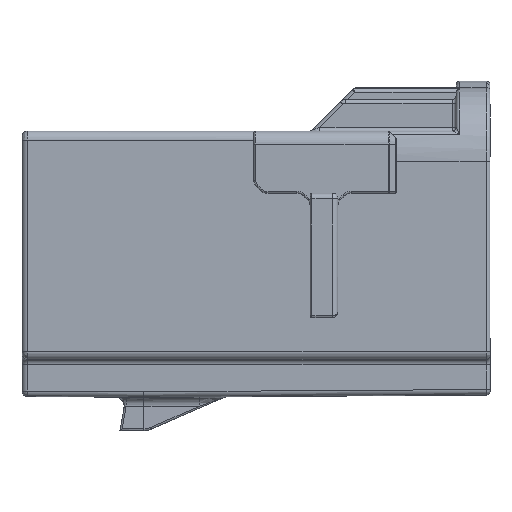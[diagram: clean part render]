
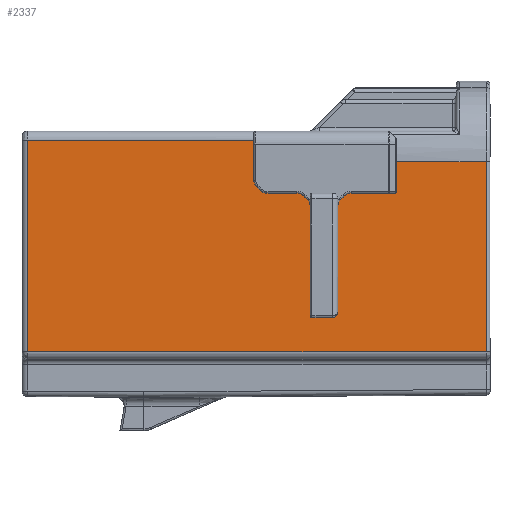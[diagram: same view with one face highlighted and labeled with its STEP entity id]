
A CAD part, left-side view. The second image highlights one B-rep face of the part: STEP entity #2337.
In plain terms, the highlighted planar face has unit normal (-1, 0, 0).
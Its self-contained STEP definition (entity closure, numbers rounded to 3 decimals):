
#532=PLANE('',#9820);
#771=LINE('',#13832,#1556);
#786=LINE('',#13893,#1571);
#798=LINE('',#13918,#1583);
#799=LINE('',#13921,#1584);
#800=LINE('',#13923,#1585);
#801=LINE('',#13925,#1586);
#802=LINE('',#13929,#1587);
#803=LINE('',#13933,#1588);
#804=LINE('',#13937,#1589);
#805=LINE('',#13942,#1590);
#806=LINE('',#13946,#1591);
#807=LINE('',#13950,#1592);
#808=LINE('',#13954,#1593);
#809=LINE('',#13957,#1594);
#810=LINE('',#13959,#1595);
#1556=VECTOR('',#10880,1.);
#1571=VECTOR('',#10937,1.);
#1583=VECTOR('',#10963,1.);
#1584=VECTOR('',#10964,1.);
#1585=VECTOR('',#10965,1.);
#1586=VECTOR('',#10966,1.);
#1587=VECTOR('',#10969,1.);
#1588=VECTOR('',#10972,1.);
#1589=VECTOR('',#10975,1.);
#1590=VECTOR('',#10980,1.);
#1591=VECTOR('',#10983,1.);
#1592=VECTOR('',#10986,1.);
#1593=VECTOR('',#10989,1.);
#1594=VECTOR('',#10992,1.);
#1595=VECTOR('',#10993,1.);
#2337=ADVANCED_FACE('',(#2935),#532,.T.);
#2935=FACE_OUTER_BOUND('',#3509,.T.);
#3509=EDGE_LOOP('',(#4309,#4310,#4311,#4312,#4313,#4314,#4315,#4316,#4317,
#4318,#4319,#4320,#4321,#4322,#4323,#4324,#4325,#4326,#4327,#4328,#4329,
#4330,#4331,#4332));
#4309=ORIENTED_EDGE('',*,*,#8009,.T.);
#4310=ORIENTED_EDGE('',*,*,#8010,.T.);
#4311=ORIENTED_EDGE('',*,*,#8011,.T.);
#4312=ORIENTED_EDGE('',*,*,#8012,.F.);
#4313=ORIENTED_EDGE('',*,*,#8013,.T.);
#4314=ORIENTED_EDGE('',*,*,#8014,.F.);
#4315=ORIENTED_EDGE('',*,*,#8015,.T.);
#4316=ORIENTED_EDGE('',*,*,#8016,.T.);
#4317=ORIENTED_EDGE('',*,*,#8017,.T.);
#4318=ORIENTED_EDGE('',*,*,#8018,.F.);
#4319=ORIENTED_EDGE('',*,*,#8019,.T.);
#4320=ORIENTED_EDGE('',*,*,#7967,.T.);
#4321=ORIENTED_EDGE('',*,*,#8020,.T.);
#4322=ORIENTED_EDGE('',*,*,#8021,.F.);
#4323=ORIENTED_EDGE('',*,*,#8022,.F.);
#4324=ORIENTED_EDGE('',*,*,#8023,.F.);
#4325=ORIENTED_EDGE('',*,*,#8024,.F.);
#4326=ORIENTED_EDGE('',*,*,#8025,.F.);
#4327=ORIENTED_EDGE('',*,*,#8026,.T.);
#4328=ORIENTED_EDGE('',*,*,#8027,.T.);
#4329=ORIENTED_EDGE('',*,*,#8028,.T.);
#4330=ORIENTED_EDGE('',*,*,#7995,.T.);
#4331=ORIENTED_EDGE('',*,*,#8029,.T.);
#4332=ORIENTED_EDGE('',*,*,#8030,.T.);
#7098=VERTEX_POINT('',#13833);
#7099=VERTEX_POINT('',#13834);
#7119=VERTEX_POINT('',#13894);
#7120=VERTEX_POINT('',#13895);
#7125=VERTEX_POINT('',#13919);
#7126=VERTEX_POINT('',#13920);
#7127=VERTEX_POINT('',#13922);
#7128=VERTEX_POINT('',#13924);
#7129=VERTEX_POINT('',#13926);
#7130=VERTEX_POINT('',#13928);
#7131=VERTEX_POINT('',#13930);
#7132=VERTEX_POINT('',#13932);
#7133=VERTEX_POINT('',#13934);
#7134=VERTEX_POINT('',#13936);
#7135=VERTEX_POINT('',#13938);
#7136=VERTEX_POINT('',#13941);
#7137=VERTEX_POINT('',#13943);
#7138=VERTEX_POINT('',#13945);
#7139=VERTEX_POINT('',#13947);
#7140=VERTEX_POINT('',#13949);
#7141=VERTEX_POINT('',#13951);
#7142=VERTEX_POINT('',#13953);
#7143=VERTEX_POINT('',#13955);
#7144=VERTEX_POINT('',#13958);
#7967=EDGE_CURVE('',#7098,#7099,#771,.T.);
#7995=EDGE_CURVE('',#7119,#7120,#786,.T.);
#8009=EDGE_CURVE('',#7125,#7126,#798,.T.);
#8010=EDGE_CURVE('',#7126,#7127,#799,.T.);
#8011=EDGE_CURVE('',#7127,#7128,#800,.T.);
#8012=EDGE_CURVE('',#7129,#7128,#801,.T.);
#8013=EDGE_CURVE('',#7129,#7130,#9369,.T.);
#8014=EDGE_CURVE('',#7131,#7130,#802,.T.);
#8015=EDGE_CURVE('',#7131,#7132,#9370,.T.);
#8016=EDGE_CURVE('',#7132,#7133,#803,.T.);
#8017=EDGE_CURVE('',#7133,#7134,#9371,.T.);
#8018=EDGE_CURVE('',#7135,#7134,#804,.T.);
#8019=EDGE_CURVE('',#7135,#7098,#9372,.T.);
#8020=EDGE_CURVE('',#7099,#7136,#9373,.T.);
#8021=EDGE_CURVE('',#7137,#7136,#805,.T.);
#8022=EDGE_CURVE('',#7138,#7137,#9374,.T.);
#8023=EDGE_CURVE('',#7139,#7138,#806,.T.);
#8024=EDGE_CURVE('',#7140,#7139,#9375,.T.);
#8025=EDGE_CURVE('',#7141,#7140,#807,.T.);
#8026=EDGE_CURVE('',#7141,#7142,#9376,.T.);
#8027=EDGE_CURVE('',#7142,#7143,#808,.T.);
#8028=EDGE_CURVE('',#7143,#7119,#9377,.T.);
#8029=EDGE_CURVE('',#7120,#7144,#809,.T.);
#8030=EDGE_CURVE('',#7144,#7125,#810,.T.);
#9369=CIRCLE('',#9811,0.1);
#9370=CIRCLE('',#9812,0.5);
#9371=CIRCLE('',#9813,0.5);
#9372=CIRCLE('',#9814,0.3);
#9373=CIRCLE('',#9815,0.1);
#9374=CIRCLE('',#9816,0.5);
#9375=CIRCLE('',#9817,0.5);
#9376=CIRCLE('',#9818,0.5);
#9377=CIRCLE('',#9819,0.5);
#9811=AXIS2_PLACEMENT_3D('',#13927,#10967,#10968);
#9812=AXIS2_PLACEMENT_3D('',#13931,#10970,#10971);
#9813=AXIS2_PLACEMENT_3D('',#13935,#10973,#10974);
#9814=AXIS2_PLACEMENT_3D('',#13939,#10976,#10977);
#9815=AXIS2_PLACEMENT_3D('',#13940,#10978,#10979);
#9816=AXIS2_PLACEMENT_3D('',#13944,#10981,#10982);
#9817=AXIS2_PLACEMENT_3D('',#13948,#10984,#10985);
#9818=AXIS2_PLACEMENT_3D('',#13952,#10987,#10988);
#9819=AXIS2_PLACEMENT_3D('',#13956,#10990,#10991);
#9820=AXIS2_PLACEMENT_3D('',#13960,#10994,#10995);
#10880=DIRECTION('',(0.,1.,0.));
#10937=DIRECTION('',(0.,0.,1.));
#10963=DIRECTION('',(0.,-1.,0.));
#10964=DIRECTION('',(0.,0.,1.));
#10965=DIRECTION('',(0.,1.,0.));
#10966=DIRECTION('',(0.,0.,1.));
#10967=DIRECTION('',(1.,0.,0.));
#10968=DIRECTION('',(0.,-1.,0.));
#10969=DIRECTION('',(0.,-1.,0.));
#10970=DIRECTION('',(-1.,0.,0.));
#10971=DIRECTION('',(0.,-1.,0.));
#10972=DIRECTION('',(0.,0.707,-0.707));
#10973=DIRECTION('',(-1.,0.,0.));
#10974=DIRECTION('',(0.,-1.,0.));
#10975=DIRECTION('',(0.,0.,1.));
#10976=DIRECTION('',(1.,0.,0.));
#10977=DIRECTION('',(0.,-1.,0.));
#10978=DIRECTION('',(1.,0.,0.));
#10979=DIRECTION('',(0.,-1.,0.));
#10980=DIRECTION('',(0.,0.,-1.));
#10981=DIRECTION('',(1.,0.,0.));
#10982=DIRECTION('',(0.,-1.,0.));
#10983=DIRECTION('',(0.,-0.707,-0.707));
#10984=DIRECTION('',(1.,0.,0.));
#10985=DIRECTION('',(0.,-1.,0.));
#10986=DIRECTION('',(0.,-1.,0.));
#10987=DIRECTION('',(1.,0.,0.));
#10988=DIRECTION('',(0.,-1.,0.));
#10989=DIRECTION('',(0.,0.707,0.707));
#10990=DIRECTION('',(1.,0.,0.));
#10991=DIRECTION('',(0.,-1.,0.));
#10992=DIRECTION('',(0.,1.,0.));
#10993=DIRECTION('',(0.,0.,-1.));
#10994=DIRECTION('',(-1.,0.,0.));
#10995=DIRECTION('',(0.,0.,1.));
#13832=CARTESIAN_POINT('',(-4.,10.425,-5.8));
#13833=CARTESIAN_POINT('',(-4.,6.325,-5.8));
#13834=CARTESIAN_POINT('',(-4.,7.425,-5.8));
#13893=CARTESIAN_POINT('',(-4.,10.555,7.05));
#13894=CARTESIAN_POINT('',(-4.,10.555,1.607));
#13895=CARTESIAN_POINT('',(-4.,10.555,3.75));
#13918=CARTESIAN_POINT('',(-4.,8.125,-7.65));
#13919=CARTESIAN_POINT('',(-4.,22.755,-7.65));
#13920=CARTESIAN_POINT('',(-4.,-1.975,-7.65));
#13921=CARTESIAN_POINT('',(-4.,-1.975,2.6));
#13922=CARTESIAN_POINT('',(-4.,-1.975,2.6));
#13923=CARTESIAN_POINT('',(-4.,8.125,2.6));
#13924=CARTESIAN_POINT('',(-4.,2.875,2.6));
#13925=CARTESIAN_POINT('',(-4.,2.875,0.9));
#13926=CARTESIAN_POINT('',(-4.,2.875,1.));
#13927=CARTESIAN_POINT('',(-4.,2.975,1.));
#13928=CARTESIAN_POINT('',(-4.,2.975,0.9));
#13929=CARTESIAN_POINT('',(-4.,3.175,0.9));
#13930=CARTESIAN_POINT('',(-4.,5.318,0.9));
#13931=CARTESIAN_POINT('',(-4.,5.318,0.4));
#13932=CARTESIAN_POINT('',(-4.,5.671,0.754));
#13933=CARTESIAN_POINT('',(-4.,3.962,2.462));
#13934=CARTESIAN_POINT('',(-4.,5.879,0.546));
#13935=CARTESIAN_POINT('',(-4.,5.525,0.193));
#13936=CARTESIAN_POINT('',(-4.,6.025,0.193));
#13937=CARTESIAN_POINT('',(-4.,6.025,-5.7));
#13938=CARTESIAN_POINT('',(-4.,6.025,-5.5));
#13939=CARTESIAN_POINT('',(-4.,6.325,-5.5));
#13940=CARTESIAN_POINT('',(-4.,7.425,-5.7));
#13941=CARTESIAN_POINT('',(-4.,7.525,-5.7));
#13942=CARTESIAN_POINT('',(-4.,7.525,-4.));
#13943=CARTESIAN_POINT('',(-4.,7.525,0.193));
#13944=CARTESIAN_POINT('',(-4.,8.025,0.193));
#13945=CARTESIAN_POINT('',(-4.,7.671,0.546));
#13946=CARTESIAN_POINT('',(-4.,7.525,0.4));
#13947=CARTESIAN_POINT('',(-4.,7.879,0.754));
#13948=CARTESIAN_POINT('',(-4.,8.232,0.4));
#13949=CARTESIAN_POINT('',(-4.,8.232,0.9));
#13950=CARTESIAN_POINT('',(-4.,3.175,0.9));
#13951=CARTESIAN_POINT('',(-4.,9.848,0.9));
#13952=CARTESIAN_POINT('',(-4.,9.848,1.4));
#13953=CARTESIAN_POINT('',(-4.,10.201,1.046));
#13954=CARTESIAN_POINT('',(-4.,10.555,1.4));
#13955=CARTESIAN_POINT('',(-4.,10.409,1.254));
#13956=CARTESIAN_POINT('',(-4.,10.055,1.607));
#13957=CARTESIAN_POINT('',(-4.,8.125,3.75));
#13958=CARTESIAN_POINT('',(-4.,22.755,3.75));
#13959=CARTESIAN_POINT('',(-4.,22.755,-7.65));
#13960=CARTESIAN_POINT('',(-4.,8.125,6.625));
